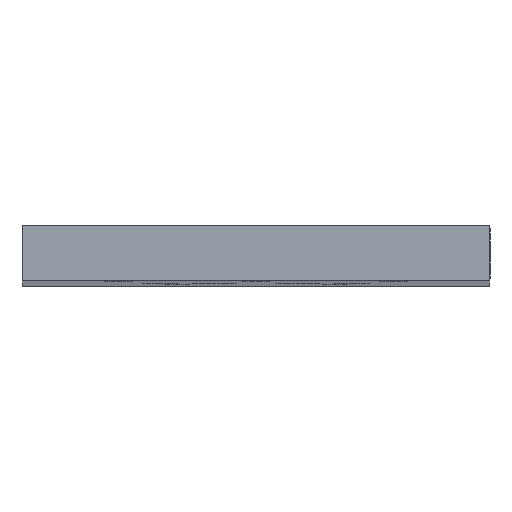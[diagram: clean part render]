
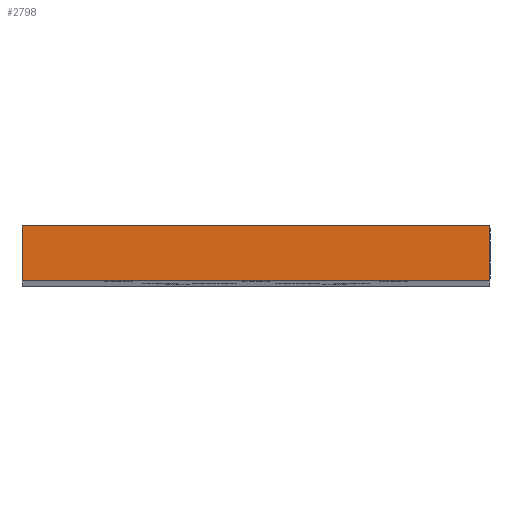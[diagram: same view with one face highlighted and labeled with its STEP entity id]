
A CAD part, top view. The second image highlights one B-rep face of the part: STEP entity #2798.
In plain terms, the highlighted planar face has unit normal (0, 0, 1).
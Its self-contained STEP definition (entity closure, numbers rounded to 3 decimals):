
#20 = DIRECTION ( 'NONE',  ( 0., -1., 0. ) ) ;
#117 = EDGE_CURVE ( 'NONE', #430, #1304, #3212, .T. ) ;
#127 = CARTESIAN_POINT ( 'NONE',  ( -42.5, 10., 275. ) ) ;
#181 = CARTESIAN_POINT ( 'NONE',  ( 42.5, 10., 275. ) ) ;
#430 = VERTEX_POINT ( 'NONE', #1085 ) ;
#527 = DIRECTION ( 'NONE',  ( 0., -1., 0. ) ) ;
#547 = FACE_OUTER_BOUND ( 'NONE', #1854, .T. ) ;
#726 = DIRECTION ( 'NONE',  ( 0., 0., -1. ) ) ;
#769 = EDGE_CURVE ( 'NONE', #1393, #1988, #1082, .T. ) ;
#808 = CARTESIAN_POINT ( 'NONE',  ( -42.5, 10., 275. ) ) ;
#903 = EDGE_CURVE ( 'NONE', #1304, #1988, #1025, .T. ) ;
#1025 = LINE ( 'NONE', #2107, #2610 ) ;
#1050 = VECTOR ( 'NONE', #527, 1000. ) ;
#1082 = LINE ( 'NONE', #1344, #2947 ) ;
#1085 = CARTESIAN_POINT ( 'NONE',  ( -42.5, 10., 275. ) ) ;
#1166 = VECTOR ( 'NONE', #2777, 1000. ) ;
#1304 = VERTEX_POINT ( 'NONE', #3061 ) ;
#1334 = EDGE_CURVE ( 'NONE', #430, #1393, #1681, .T. ) ;
#1342 = AXIS2_PLACEMENT_3D ( 'NONE', #1832, #726, #2922 ) ;
#1344 = CARTESIAN_POINT ( 'NONE',  ( 42.5, 10., 275. ) ) ;
#1393 = VERTEX_POINT ( 'NONE', #181 ) ;
#1570 = DIRECTION ( 'NONE',  ( 1., 0., 0. ) ) ;
#1613 = ORIENTED_EDGE ( 'NONE', *, *, #117, .T. ) ;
#1681 = LINE ( 'NONE', #127, #1166 ) ;
#1832 = CARTESIAN_POINT ( 'NONE',  ( -42.5, 10., 275. ) ) ;
#1854 = EDGE_LOOP ( 'NONE', ( #3318, #2149, #2788, #1613 ) ) ;
#1988 = VERTEX_POINT ( 'NONE', #2167 ) ;
#2107 = CARTESIAN_POINT ( 'NONE',  ( -42.5, 0., 275. ) ) ;
#2149 = ORIENTED_EDGE ( 'NONE', *, *, #769, .F. ) ;
#2167 = CARTESIAN_POINT ( 'NONE',  ( 42.5, 0., 275. ) ) ;
#2610 = VECTOR ( 'NONE', #1570, 1000. ) ;
#2777 = DIRECTION ( 'NONE',  ( 1., 0., 0. ) ) ;
#2788 = ORIENTED_EDGE ( 'NONE', *, *, #1334, .F. ) ;
#2798 = ADVANCED_FACE ( 'NONE', ( #547 ), #3162, .F. ) ;
#2922 = DIRECTION ( 'NONE',  ( -1., 0., 0. ) ) ;
#2947 = VECTOR ( 'NONE', #20, 1000. ) ;
#3061 = CARTESIAN_POINT ( 'NONE',  ( -42.5, 0., 275. ) ) ;
#3162 = PLANE ( 'NONE',  #1342 ) ;
#3212 = LINE ( 'NONE', #808, #1050 ) ;
#3318 = ORIENTED_EDGE ( 'NONE', *, *, #903, .T. ) ;
